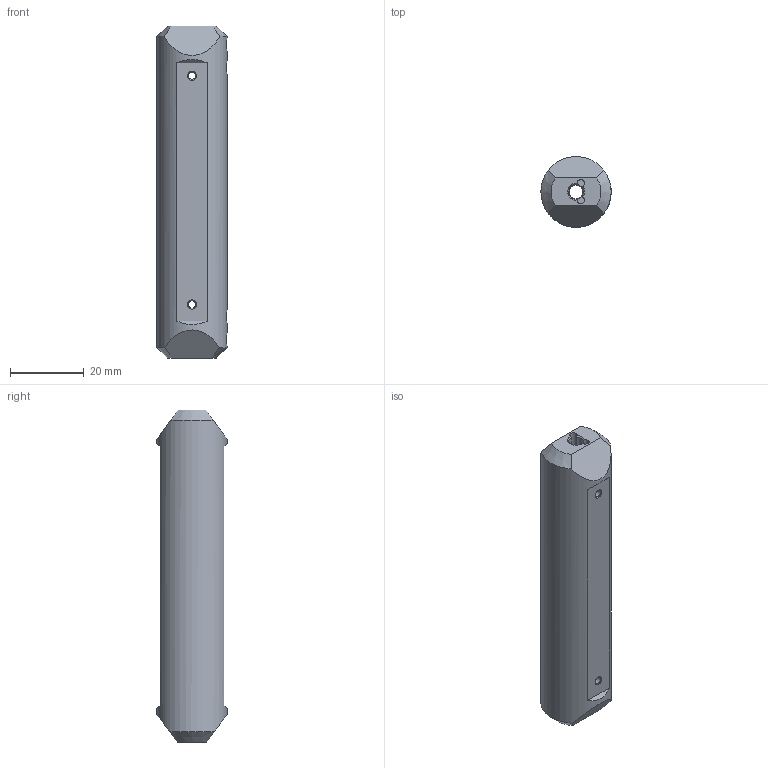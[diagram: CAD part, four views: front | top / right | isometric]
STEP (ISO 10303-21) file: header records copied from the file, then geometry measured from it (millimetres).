
FILE_DESCRIPTION (( 'STEP AP203' ), '1' );
FILE_NAME ('645.PT1905-D.step', '2024-04-18T05:59:07', ( '' ), ( '' ), 'SwSTEP 2.0', 'SolidWorks 2022', '' );
FILE_SCHEMA (( 'CONFIG_CONTROL_DESIGN' ));
Length unit declared in the file: millimetre
Products named in the file (1): 645.PT1905-D
Bounding box: 19.05 x 19.05 x 90 mm (x, y, z)
Volume: 22030.5 mm3; surface area: 7316.9 mm2
Topology: 1 solids, 1 shells, 58 faces, 177 edges, 117 vertices
Faces by surface type: cylinder 24, plane 22, cone 12
Full cylindrical faces by diameter (mm): 2 x4, 3.7 x1, 4 x1, 4.2 x4, 5 x1, 19.05 x1
Entity records: 2557 total; most frequent: CARTESIAN_POINT 1107, ORIENTED_EDGE 296, DIRECTION 246, EDGE_CURVE 148, VERTEX_POINT 104, AXIS2_PLACEMENT_3D 103, EDGE_LOOP 88, FACE_OUTER_BOUND 70
